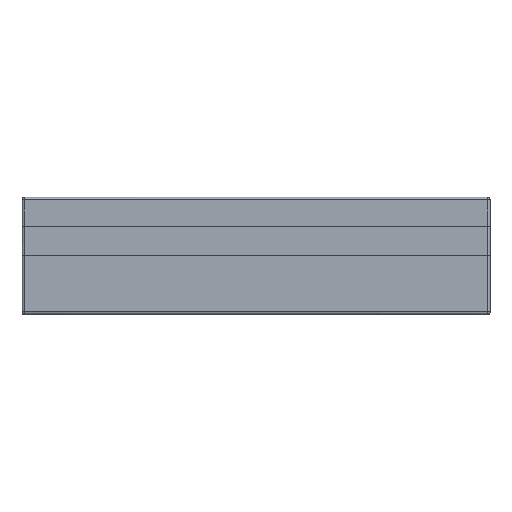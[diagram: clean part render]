
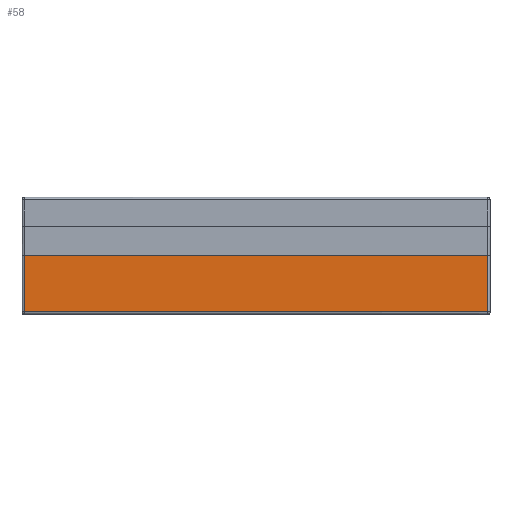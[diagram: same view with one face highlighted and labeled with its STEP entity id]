
A CAD part, top view. The second image highlights one B-rep face of the part: STEP entity #58.
In plain terms, the highlighted free-form (B-spline) face has degree [2, 1] with [3, 2] control points.
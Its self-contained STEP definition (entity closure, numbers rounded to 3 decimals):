
#58=ADVANCED_FACE('',(#122),#1846,.T.);
#122=FACE_OUTER_BOUND('',#186,.T.);
#186=EDGE_LOOP('',(#395,#396,#397,#398));
#395=ORIENTED_EDGE('',*,*,#1539,.T.);
#396=ORIENTED_EDGE('',*,*,#1540,.T.);
#397=ORIENTED_EDGE('',*,*,#1464,.F.);
#398=ORIENTED_EDGE('',*,*,#1541,.T.);
#520=PCURVE('',#1813,#796);
#671=PCURVE('',#1846,#947);
#672=PCURVE('',#1846,#948);
#673=PCURVE('',#1846,#949);
#674=PCURVE('',#1846,#950);
#716=PCURVE('',#1852,#992);
#721=PCURVE('',#1853,#997);
#722=PCURVE('',#1854,#998);
#796=DEFINITIONAL_REPRESENTATION('',(#1072),#3775);
#947=DEFINITIONAL_REPRESENTATION('',(#1215),#3775);
#948=DEFINITIONAL_REPRESENTATION('',(#1216),#3775);
#949=DEFINITIONAL_REPRESENTATION('',(#1217),#3775);
#950=DEFINITIONAL_REPRESENTATION('',(#1218),#3775);
#992=DEFINITIONAL_REPRESENTATION('',(#1252),#3775);
#997=DEFINITIONAL_REPRESENTATION('',(#1257),#3775);
#998=DEFINITIONAL_REPRESENTATION('',(#1258),#3775);
#1072=B_SPLINE_CURVE_WITH_KNOTS('',1,(#2667,#2668),.UNSPECIFIED.,.F.,.F.,
(2,2),(-299.6,-220.4),.UNSPECIFIED.);
#1215=B_SPLINE_CURVE_WITH_KNOTS('',3,(#3399,#3400,#3401,#3402),
 .UNSPECIFIED.,.F.,.F.,(4,4),(0.4,79.6),
 .UNSPECIFIED.);
#1216=B_SPLINE_CURVE_WITH_KNOTS('',3,(#3405,#3406,#3407,#3408),
 .UNSPECIFIED.,.F.,.F.,(4,4),(-9.6,0.),.UNSPECIFIED.);
#1217=B_SPLINE_CURVE_WITH_KNOTS('',1,(#3409,#3410),.UNSPECIFIED.,.F.,.F.,
(2,2),(-299.6,-220.4),.UNSPECIFIED.);
#1218=B_SPLINE_CURVE_WITH_KNOTS('',3,(#3413,#3414,#3415,#3416),
 .UNSPECIFIED.,.F.,.F.,(4,4),(0.,9.6),.UNSPECIFIED.);
#1252=B_SPLINE_CURVE_WITH_KNOTS('',1,(#3628,#3629),.UNSPECIFIED.,.F.,.F.,
(2,2),(0.,9.6),.UNSPECIFIED.);
#1257=B_SPLINE_CURVE_WITH_KNOTS('',1,(#3644,#3645),.UNSPECIFIED.,.F.,.F.,
(2,2),(0.4,79.6),.UNSPECIFIED.);
#1258=B_SPLINE_CURVE_WITH_KNOTS('',1,(#3646,#3647),.UNSPECIFIED.,.F.,.F.,
(2,2),(-9.6,0.),.UNSPECIFIED.);
#1326=SURFACE_CURVE('',#1602,(#520,#673),.PCURVE_S1.);
#1401=SURFACE_CURVE('',#1685,(#671,#721),.PCURVE_S1.);
#1402=SURFACE_CURVE('',#1686,(#672,#722),.PCURVE_S1.);
#1403=SURFACE_CURVE('',#1687,(#674,#716),.PCURVE_S1.);
#1464=EDGE_CURVE('',#1748,#1749,#1326,.T.);
#1539=EDGE_CURVE('',#1787,#1788,#1401,.T.);
#1540=EDGE_CURVE('',#1788,#1749,#1402,.T.);
#1541=EDGE_CURVE('',#1748,#1787,#1403,.T.);
#1602=(
BOUNDED_CURVE()
B_SPLINE_CURVE(2,(#2664,#2665,#2666),.UNSPECIFIED.,.F.,.F.)
B_SPLINE_CURVE_WITH_KNOTS((3,3),(-299.6,-220.4),.UNSPECIFIED.)
CURVE()
GEOMETRIC_REPRESENTATION_ITEM()
RATIONAL_B_SPLINE_CURVE((1.,1.,1.))
REPRESENTATION_ITEM('')
);
#1685=(
BOUNDED_CURVE()
B_SPLINE_CURVE(1,(#3397,#3398),.UNSPECIFIED.,.F.,.F.)
B_SPLINE_CURVE_WITH_KNOTS((2,2),(0.4,79.6),
 .UNSPECIFIED.)
CURVE()
GEOMETRIC_REPRESENTATION_ITEM()
RATIONAL_B_SPLINE_CURVE((1.,1.))
REPRESENTATION_ITEM('')
);
#1686=(
BOUNDED_CURVE()
B_SPLINE_CURVE(1,(#3403,#3404),.UNSPECIFIED.,.F.,.F.)
B_SPLINE_CURVE_WITH_KNOTS((2,2),(-9.6,0.),.UNSPECIFIED.)
CURVE()
GEOMETRIC_REPRESENTATION_ITEM()
RATIONAL_B_SPLINE_CURVE((1.,1.))
REPRESENTATION_ITEM('')
);
#1687=(
BOUNDED_CURVE()
B_SPLINE_CURVE(1,(#3411,#3412),.UNSPECIFIED.,.F.,.F.)
B_SPLINE_CURVE_WITH_KNOTS((2,2),(0.,9.6),.UNSPECIFIED.)
CURVE()
GEOMETRIC_REPRESENTATION_ITEM()
RATIONAL_B_SPLINE_CURVE((1.,1.))
REPRESENTATION_ITEM('')
);
#1748=VERTEX_POINT('',#2440);
#1749=VERTEX_POINT('',#2441);
#1787=VERTEX_POINT('',#2479);
#1788=VERTEX_POINT('',#2480);
#1813=(
BOUNDED_SURFACE()
B_SPLINE_SURFACE(2,1,((#2012,#2013),(#2014,#2015),(#2016,#2017)),
 .UNSPECIFIED.,.F.,.F.,.F.)
B_SPLINE_SURFACE_WITH_KNOTS((3,3),(2,2),(220.,300.),(0.,5.),
 .UNSPECIFIED.)
GEOMETRIC_REPRESENTATION_ITEM()
RATIONAL_B_SPLINE_SURFACE(((1.,1.),(1.,1.),(1.,1.)))
REPRESENTATION_ITEM('')
SURFACE()
);
#1846=(
BOUNDED_SURFACE()
B_SPLINE_SURFACE(2,1,((#2264,#2265),(#2266,#2267),(#2268,#2269)),
 .UNSPECIFIED.,.F.,.F.,.F.)
B_SPLINE_SURFACE_WITH_KNOTS((3,3),(2,2),(-300.,-220.),(0.,10.),
 .UNSPECIFIED.)
GEOMETRIC_REPRESENTATION_ITEM()
RATIONAL_B_SPLINE_SURFACE(((1.,1.),(1.,1.),(1.,1.)))
REPRESENTATION_ITEM('')
SURFACE()
);
#1852=(
BOUNDED_SURFACE()
B_SPLINE_SURFACE(1,2,((#2308,#2309,#2310),(#2311,#2312,#2313)),
 .UNSPECIFIED.,.F.,.F.,.F.)
B_SPLINE_SURFACE_WITH_KNOTS((2,2),(3,3),(-0.4,10.),(0.,0.628),
 .UNSPECIFIED.)
GEOMETRIC_REPRESENTATION_ITEM()
RATIONAL_B_SPLINE_SURFACE(((1.,0.707,1.),(1.,0.707,
1.)))
REPRESENTATION_ITEM('')
SURFACE()
);
#1853=(
BOUNDED_SURFACE()
B_SPLINE_SURFACE(2,1,((#2314,#2315),(#2316,#2317),(#2318,#2319)),
 .UNSPECIFIED.,.F.,.F.,.F.)
B_SPLINE_SURFACE_WITH_KNOTS((3,3),(2,2),(0.,0.628),(0.,
80.),.UNSPECIFIED.)
GEOMETRIC_REPRESENTATION_ITEM()
RATIONAL_B_SPLINE_SURFACE(((1.,1.),(0.707,0.707),
(1.,1.)))
REPRESENTATION_ITEM('')
SURFACE()
);
#1854=(
BOUNDED_SURFACE()
B_SPLINE_SURFACE(1,2,((#2320,#2321,#2322),(#2323,#2324,#2325)),
 .UNSPECIFIED.,.F.,.F.,.F.)
B_SPLINE_SURFACE_WITH_KNOTS((2,2),(3,3),(-0.4,10.),
(0.,0.628),.UNSPECIFIED.)
GEOMETRIC_REPRESENTATION_ITEM()
RATIONAL_B_SPLINE_SURFACE(((1.,0.707,1.),(1.,0.707,
1.)))
REPRESENTATION_ITEM('')
SURFACE()
);
#2012=CARTESIAN_POINT('',(40.,295.,20.));
#2013=CARTESIAN_POINT('',(40.,290.,20.));
#2014=CARTESIAN_POINT('',(0.,295.,20.));
#2015=CARTESIAN_POINT('',(0.,290.,20.));
#2016=CARTESIAN_POINT('',(-40.,295.,20.));
#2017=CARTESIAN_POINT('',(-40.,290.,20.));
#2264=CARTESIAN_POINT('',(-40.,280.,20.));
#2265=CARTESIAN_POINT('',(-40.,290.,20.));
#2266=CARTESIAN_POINT('',(0.,280.,20.));
#2267=CARTESIAN_POINT('',(0.,290.,20.));
#2268=CARTESIAN_POINT('',(40.,280.,20.));
#2269=CARTESIAN_POINT('',(40.,290.,20.));
#2308=CARTESIAN_POINT('',(-40.,290.4,19.6));
#2309=CARTESIAN_POINT('',(-40.,290.4,20.));
#2310=CARTESIAN_POINT('',(-39.6,290.4,20.));
#2311=CARTESIAN_POINT('',(-40.,280.,19.6));
#2312=CARTESIAN_POINT('',(-40.,280.,20.));
#2313=CARTESIAN_POINT('',(-39.6,280.,20.));
#2314=CARTESIAN_POINT('',(-40.,280.4,20.));
#2315=CARTESIAN_POINT('',(40.,280.4,20.));
#2316=CARTESIAN_POINT('',(-40.,280.,20.));
#2317=CARTESIAN_POINT('',(40.,280.,20.));
#2318=CARTESIAN_POINT('',(-40.,280.,19.6));
#2319=CARTESIAN_POINT('',(40.,280.,19.6));
#2320=CARTESIAN_POINT('',(39.6,290.4,20.));
#2321=CARTESIAN_POINT('',(40.,290.4,20.));
#2322=CARTESIAN_POINT('',(40.,290.4,19.6));
#2323=CARTESIAN_POINT('',(39.6,280.,20.));
#2324=CARTESIAN_POINT('',(40.,280.,20.));
#2325=CARTESIAN_POINT('',(40.,280.,19.6));
#2440=CARTESIAN_POINT('',(-39.6,290.,20.));
#2441=CARTESIAN_POINT('',(39.6,290.,20.));
#2479=CARTESIAN_POINT('',(-39.6,280.4,20.));
#2480=CARTESIAN_POINT('',(39.6,280.4,20.));
#2664=CARTESIAN_POINT('',(-39.6,290.,20.));
#2665=CARTESIAN_POINT('',(0.,290.,20.));
#2666=CARTESIAN_POINT('',(39.6,290.,20.));
#2667=CARTESIAN_POINT('',(299.6,5.));
#2668=CARTESIAN_POINT('',(220.4,5.));
#3397=CARTESIAN_POINT('',(-39.6,280.4,20.));
#3398=CARTESIAN_POINT('',(39.6,280.4,20.));
#3399=CARTESIAN_POINT('',(-299.6,0.4));
#3400=CARTESIAN_POINT('',(-273.2,0.4));
#3401=CARTESIAN_POINT('',(-246.8,0.4));
#3402=CARTESIAN_POINT('',(-220.4,0.4));
#3403=CARTESIAN_POINT('',(39.6,280.4,20.));
#3404=CARTESIAN_POINT('',(39.6,290.,20.));
#3405=CARTESIAN_POINT('',(-220.4,0.4));
#3406=CARTESIAN_POINT('',(-220.4,3.6));
#3407=CARTESIAN_POINT('',(-220.4,6.8));
#3408=CARTESIAN_POINT('',(-220.4,10.));
#3409=CARTESIAN_POINT('',(-299.6,10.));
#3410=CARTESIAN_POINT('',(-220.4,10.));
#3411=CARTESIAN_POINT('',(-39.6,290.,20.));
#3412=CARTESIAN_POINT('',(-39.6,280.4,20.));
#3413=CARTESIAN_POINT('',(-299.6,10.));
#3414=CARTESIAN_POINT('',(-299.6,6.8));
#3415=CARTESIAN_POINT('',(-299.6,3.6));
#3416=CARTESIAN_POINT('',(-299.6,0.4));
#3628=CARTESIAN_POINT('',(0.,0.628));
#3629=CARTESIAN_POINT('',(9.6,0.628));
#3644=CARTESIAN_POINT('',(0.,0.4));
#3645=CARTESIAN_POINT('',(0.,79.6));
#3646=CARTESIAN_POINT('',(9.6,0.));
#3647=CARTESIAN_POINT('',(0.,0.));
#3775=(
GEOMETRIC_REPRESENTATION_CONTEXT(2)
PARAMETRIC_REPRESENTATION_CONTEXT()
REPRESENTATION_CONTEXT('pspace','')
);
